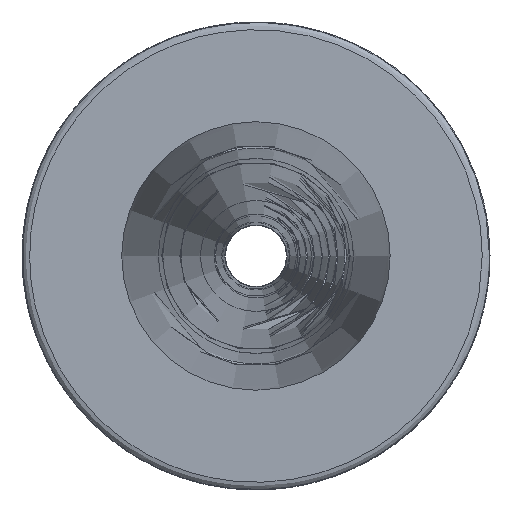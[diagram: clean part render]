
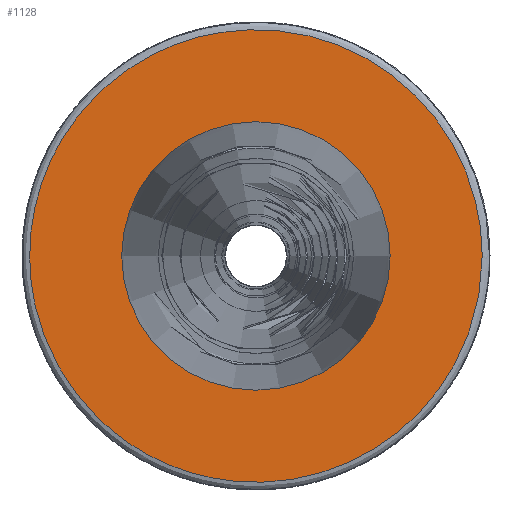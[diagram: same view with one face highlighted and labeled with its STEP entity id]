
A CAD part, front view. The second image highlights one B-rep face of the part: STEP entity #1128.
In plain terms, the highlighted planar face has unit normal (0, -1, 0).
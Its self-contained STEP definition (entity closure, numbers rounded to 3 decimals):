
#45=B_SPLINE_CURVE_WITH_KNOTS('',3,(#2480,#2481,#2482,#2483,#2484,#2485,
#2486,#2487,#2488,#2489,#2490,#2491,#2492,#2493,#2494,#2495,#2496),
 .UNSPECIFIED.,.T.,.F.,(4,1,1,1,1,1,1,1,1,1,1,1,1,1,4),(-6.283,
-5.834,-5.386,-4.787,-4.488,
-4.189,-3.59,-3.291,-2.693,
-2.094,-1.795,-1.346,-0.898,
-0.449,0.),.UNSPECIFIED.);
#128=FACE_BOUND('',#228,.T.);
#145=PLANE('',#1209);
#164=FACE_OUTER_BOUND('',#227,.T.);
#227=EDGE_LOOP('',(#779));
#228=EDGE_LOOP('',(#780));
#394=CIRCLE('',#1210,8.645);
#455=VERTEX_POINT('',#2478);
#456=VERTEX_POINT('',#2498);
#580=EDGE_CURVE('',#455,#455,#45,.T.);
#581=EDGE_CURVE('',#456,#456,#394,.T.);
#779=ORIENTED_EDGE('',*,*,#580,.F.);
#780=ORIENTED_EDGE('',*,*,#581,.T.);
#1128=ADVANCED_FACE('',(#164,#128),#145,.T.);
#1209=AXIS2_PLACEMENT_3D('',#2497,#1339,#1340);
#1210=AXIS2_PLACEMENT_3D('',#2499,#1341,#1342);
#1339=DIRECTION('center_axis',(0.,-1.,0.));
#1340=DIRECTION('ref_axis',(0.,0.,-1.));
#1341=DIRECTION('center_axis',(0.,1.,0.));
#1342=DIRECTION('ref_axis',(-1.,0.,0.));
#2478=CARTESIAN_POINT('',(14.575,0.,0.));
#2480=CARTESIAN_POINT('Ctrl Pts',(14.575,0.,
0.));
#2481=CARTESIAN_POINT('Ctrl Pts',(14.575,0.,
-2.18));
#2482=CARTESIAN_POINT('Ctrl Pts',(13.579,0.,
-6.536));
#2483=CARTESIAN_POINT('Ctrl Pts',(8.936,0.,
-12.375));
#2484=CARTESIAN_POINT('Ctrl Pts',(2.573,0.,
-14.874));
#2485=CARTESIAN_POINT('Ctrl Pts',(-3.29,0.,
-14.417));
#2486=CARTESIAN_POINT('Ctrl Pts',(-8.775,0.,
-12.285));
#2487=CARTESIAN_POINT('Ctrl Pts',(-12.899,0.,
-7.827));
#2488=CARTESIAN_POINT('Ctrl Pts',(-15.065,0.,
-0.8));
#2489=CARTESIAN_POINT('Ctrl Pts',(-13.95,0.,
6.716));
#2490=CARTESIAN_POINT('Ctrl Pts',(-8.767,0.,
12.28));
#2491=CARTESIAN_POINT('Ctrl Pts',(-2.607,0.,
14.691));
#2492=CARTESIAN_POINT('Ctrl Pts',(3.353,0.,
14.697));
#2493=CARTESIAN_POINT('Ctrl Pts',(9.398,0.,
11.783));
#2494=CARTESIAN_POINT('Ctrl Pts',(13.581,0.,
6.54));
#2495=CARTESIAN_POINT('Ctrl Pts',(14.575,0.,
2.18));
#2496=CARTESIAN_POINT('Ctrl Pts',(14.575,0.,
0.));
#2497=CARTESIAN_POINT('Origin',(0.,0.,0.));
#2498=CARTESIAN_POINT('',(8.645,0.,0.));
#2499=CARTESIAN_POINT('Origin',(0.,0.,0.));
